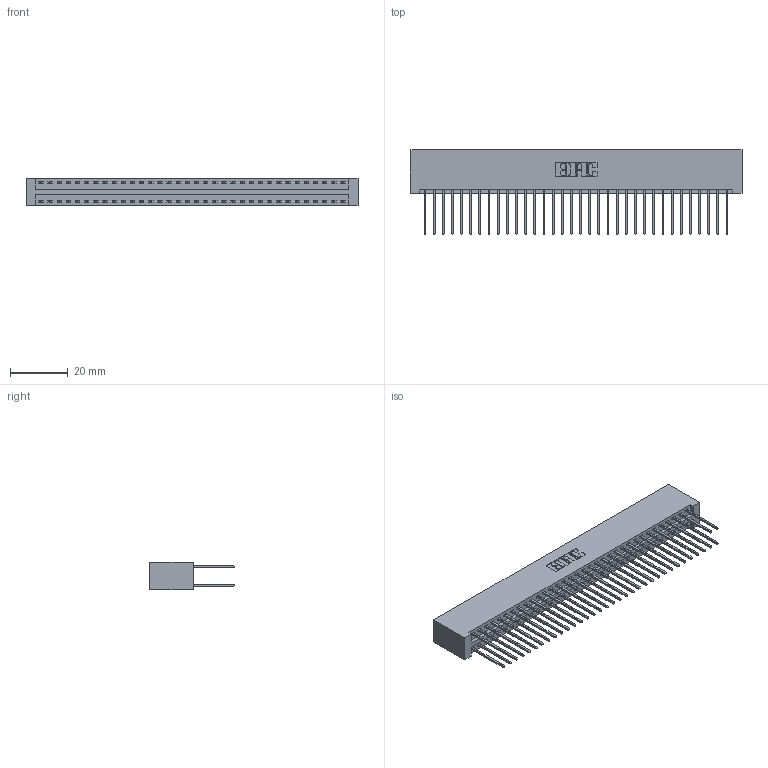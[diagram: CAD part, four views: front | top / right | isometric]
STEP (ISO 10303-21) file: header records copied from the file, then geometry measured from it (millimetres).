
FILE_DESCRIPTION (( 'STEP AP203' ), '1' );
FILE_NAME ('346-068-540-201.STEP', '2018-08-28T21:52:50', ( '' ), ( '' ), 'SwSTEP 2.0', 'SolidWorks 2016', '' );
FILE_SCHEMA (( 'CONFIG_CONTROL_DESIGN' ));
Length unit declared in the file: inch
Products named in the file (3): 346 Part_No Mounting Lugs; 345-292-001_345-293-140; 346-068-540-201
Assembly tree (69 placements, depth 2):
  346-068-540-201
    346 Part_No Mounting Lugs
    345-292-001_345-293-140  x68
Bounding box: 115.19 x 29.46 x 9.4 mm (x, y, z)
Volume: 12001.3 mm3; surface area: 17753.4 mm2
Topology: 69 solids, 69 shells, 3650 faces, 10845 edges, 7138 vertices
Faces by surface type: plane 2452, cylinder 1198
Entity records: 23007 total; most frequent: CARTESIAN_POINT 3800, ORIENTED_EDGE 3734, DIRECTION 3395, EDGE_CURVE 1867, LINE 1607, VECTOR 1607, VERTEX_POINT 1242, AXIS2_PLACEMENT_3D 894
